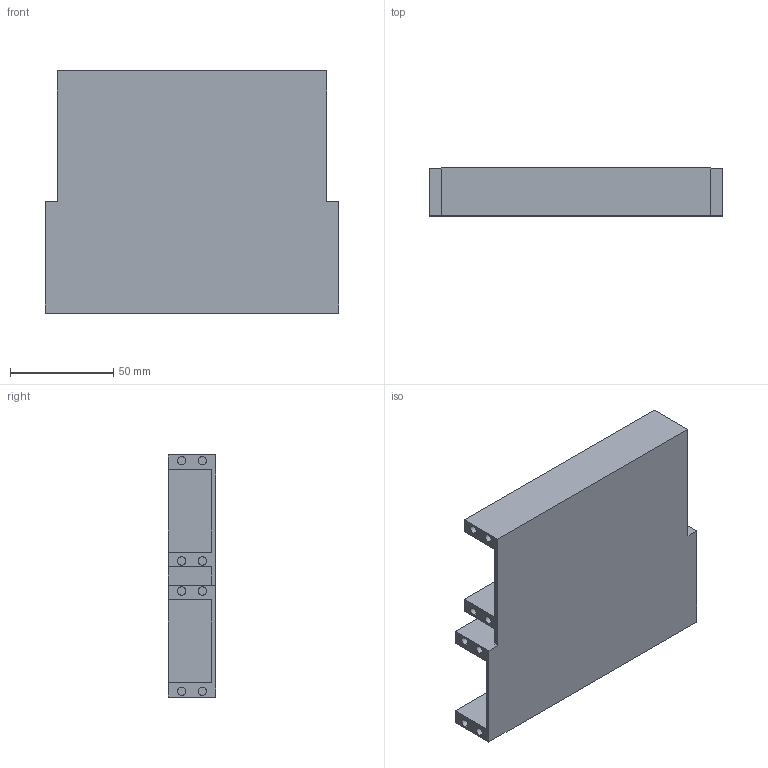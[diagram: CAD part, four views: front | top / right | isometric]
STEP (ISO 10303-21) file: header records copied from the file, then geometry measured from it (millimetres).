
FILE_DESCRIPTION (( 'STEP AP203' ), '1' );
FILE_NAME ('车头_默认_sldprt.STEP', '2022-11-06T09:14:38', ( '' ), ( '' ), 'SwSTEP 2.0', 'SolidWorks 2021', '' );
FILE_SCHEMA (( 'CONFIG_CONTROL_DESIGN' ));
Length unit declared in the file: millimetre
Products named in the file (1): 车头_默认_sldprt
Bounding box: 142 x 23 x 117 mm (x, y, z)
Volume: 100910.6 mm3; surface area: 59611.4 mm2
Topology: 1 solids, 1 shells, 85 faces, 198 edges, 132 vertices
Faces by surface type: plane 53, cylinder 32
Entity records: 2513 total; most frequent: DIRECTION 434, CARTESIAN_POINT 416, ORIENTED_EDGE 396, EDGE_CURVE 198, AXIS2_PLACEMENT_3D 150, VECTOR 134, LINE 134, VERTEX_POINT 132
